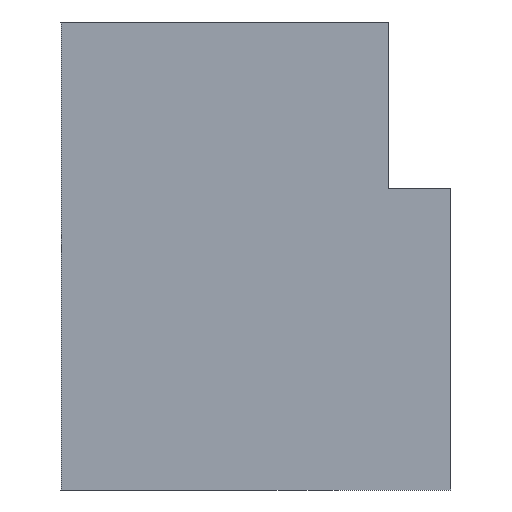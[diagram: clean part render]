
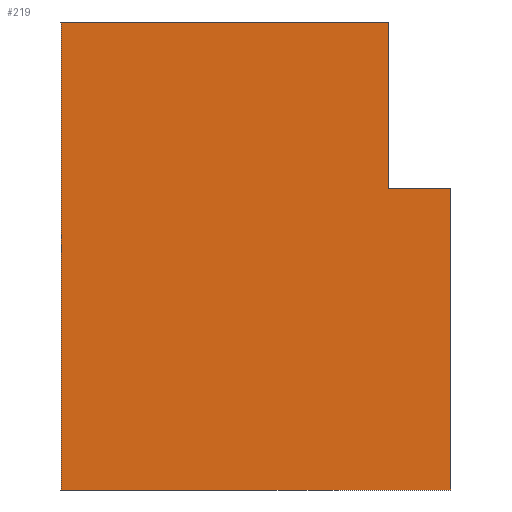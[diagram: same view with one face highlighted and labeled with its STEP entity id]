
A CAD part, left-side view. The second image highlights one B-rep face of the part: STEP entity #219.
In plain terms, the highlighted planar face has unit normal (-1, 0, 0).
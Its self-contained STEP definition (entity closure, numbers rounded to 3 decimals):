
#24=LINE('',#333,#45);
#27=LINE('',#339,#48);
#28=LINE('',#342,#49);
#34=LINE('',#366,#55);
#35=LINE('',#368,#56);
#36=LINE('',#369,#57);
#45=VECTOR('',#269,10.);
#48=VECTOR('',#274,10.);
#49=VECTOR('',#277,10.);
#55=VECTOR('',#305,10.);
#56=VECTOR('',#306,10.);
#57=VECTOR('',#307,10.);
#72=FACE_OUTER_BOUND('',#86,.T.);
#86=EDGE_LOOP('',(#172,#173,#174,#175,#176,#177));
#102=VERTEX_POINT('',#327);
#104=VERTEX_POINT('',#331);
#106=VERTEX_POINT('',#337);
#107=VERTEX_POINT('',#341);
#114=VERTEX_POINT('',#365);
#115=VERTEX_POINT('',#367);
#122=EDGE_CURVE('',#102,#104,#24,.T.);
#125=EDGE_CURVE('',#106,#104,#27,.T.);
#126=EDGE_CURVE('',#107,#102,#28,.T.);
#137=EDGE_CURVE('',#107,#114,#34,.T.);
#138=EDGE_CURVE('',#115,#106,#35,.T.);
#139=EDGE_CURVE('',#114,#115,#36,.T.);
#172=ORIENTED_EDGE('',*,*,#137,.F.);
#173=ORIENTED_EDGE('',*,*,#126,.T.);
#174=ORIENTED_EDGE('',*,*,#122,.T.);
#175=ORIENTED_EDGE('',*,*,#125,.F.);
#176=ORIENTED_EDGE('',*,*,#138,.F.);
#177=ORIENTED_EDGE('',*,*,#139,.F.);
#205=PLANE('',#253);
#219=ADVANCED_FACE('',(#72),#205,.T.);
#253=AXIS2_PLACEMENT_3D('',#364,#303,#304);
#269=DIRECTION('',(0.,0.,1.));
#274=DIRECTION('',(0.,-1.,0.));
#277=DIRECTION('',(0.,1.,0.));
#303=DIRECTION('center_axis',(-1.,0.,0.));
#304=DIRECTION('ref_axis',(0.,0.,1.));
#305=DIRECTION('',(0.,0.,-1.));
#306=DIRECTION('',(0.,0.,1.));
#307=DIRECTION('',(0.,1.,0.));
#327=CARTESIAN_POINT('',(0.,2.5,12.));
#331=CARTESIAN_POINT('',(0.,2.5,18.6));
#333=CARTESIAN_POINT('',(0.,2.5,12.));
#337=CARTESIAN_POINT('',(0.,15.5,18.6));
#339=CARTESIAN_POINT('',(0.,2.5,18.6));
#341=CARTESIAN_POINT('',(0.,0.,12.));
#342=CARTESIAN_POINT('',(0.,0.,12.));
#364=CARTESIAN_POINT('Origin',(0.,0.,0.));
#365=CARTESIAN_POINT('',(0.,0.,0.));
#366=CARTESIAN_POINT('',(0.,0.,12.));
#367=CARTESIAN_POINT('',(0.,15.5,0.));
#368=CARTESIAN_POINT('',(0.,15.5,12.));
#369=CARTESIAN_POINT('',(0.,0.,0.));
